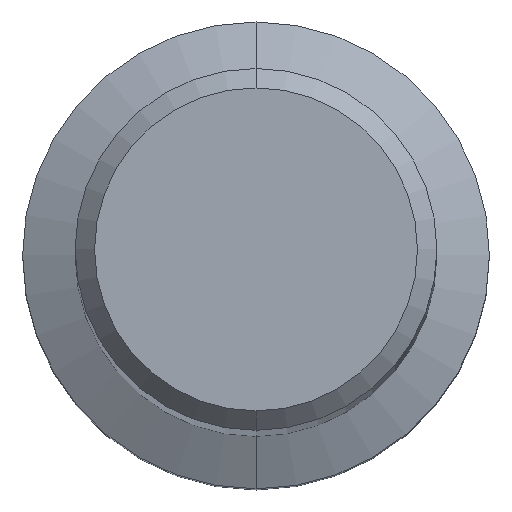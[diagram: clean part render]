
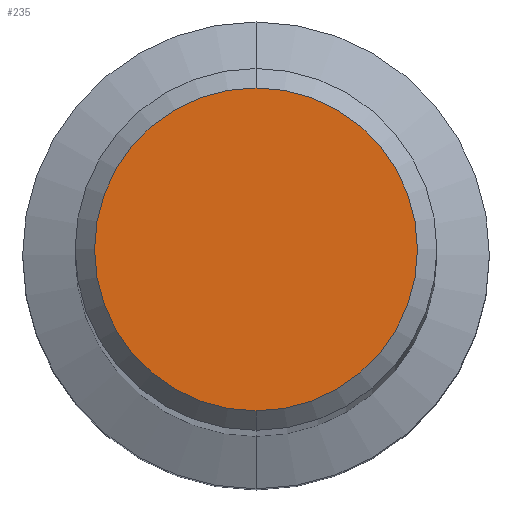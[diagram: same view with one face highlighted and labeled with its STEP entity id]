
A CAD part, top view. The second image highlights one B-rep face of the part: STEP entity #235.
In plain terms, the highlighted planar face has unit normal (0, 0, 1).
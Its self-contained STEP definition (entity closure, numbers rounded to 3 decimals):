
#215=VERTEX_POINT('',#573);
#235=ADVANCED_FACE('',(#595),#596,.T.);
#259=EDGE_CURVE('',#215,#271,#624,.T.);
#271=VERTEX_POINT('',#639);
#461=EDGE_CURVE('',#271,#215,#847,.T.);
#573=CARTESIAN_POINT('',(0.,-4.15,0.0));
#595=FACE_OUTER_BOUND('',#989,.T.);
#596=PLANE('',#990);
#624=CIRCLE('',#1054,4.15);
#639=CARTESIAN_POINT('',(0.0,4.15,0.0));
#847=CIRCLE('',#1452,4.15);
#989=EDGE_LOOP('',(#1719,#1720));
#990=AXIS2_PLACEMENT_3D('',#1721,#1722,#1723);
#1054=AXIS2_PLACEMENT_3D('',#1770,#1771,#1772);
#1452=AXIS2_PLACEMENT_3D('',#2013,#2014,#2015);
#1719=ORIENTED_EDGE('',*,*,#461,.F.);
#1720=ORIENTED_EDGE('',*,*,#259,.F.);
#1721=CARTESIAN_POINT('',(0.0,2.075,0.0));
#1722=DIRECTION('',(-0.0,0.0,1.0));
#1723=DIRECTION('',(0.0,-1.0,0.0));
#1770=CARTESIAN_POINT('',(0.0,0.0,0.0));
#1771=DIRECTION('',(0.0,0.0,-1.0));
#1772=DIRECTION('',(0.0,1.0,0.0));
#2013=CARTESIAN_POINT('',(0.0,0.0,0.0));
#2014=DIRECTION('',(0.0,0.0,-1.0));
#2015=DIRECTION('',(0.0,1.0,0.0));
